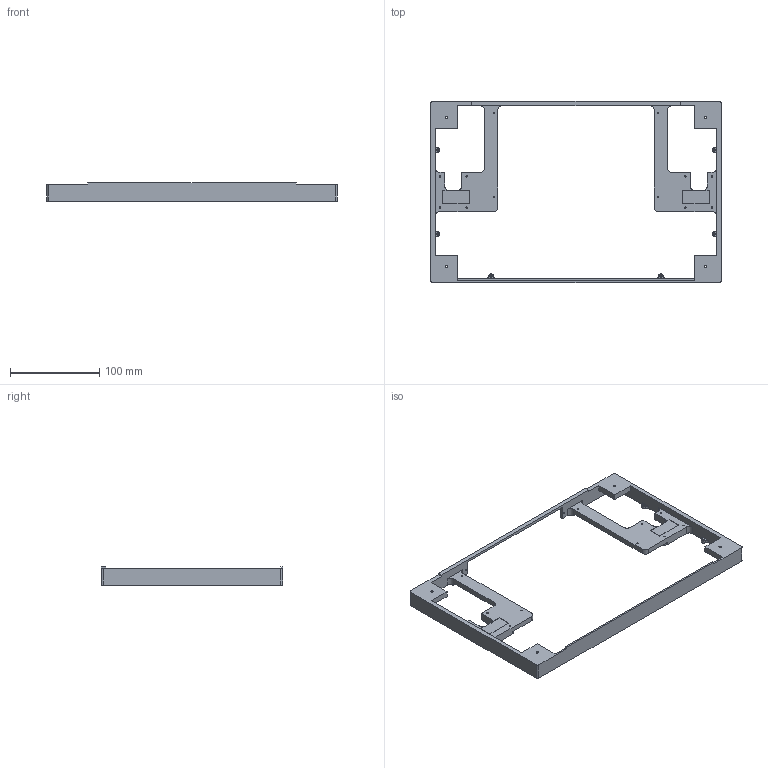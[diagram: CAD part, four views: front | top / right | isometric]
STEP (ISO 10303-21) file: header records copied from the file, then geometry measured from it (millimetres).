
FILE_DESCRIPTION( ( '' ), ' ' );
FILE_NAME( '5e2f08869602d213c1e148fc.step', '2020-01-27T15:57:59', ( '' ), ( '' ), ' ', ' ', ' ' );
FILE_SCHEMA( ( 'AUTOMOTIVE_DESIGN { 1 0 10303 214 1 1 1 1 }' ) );
Length unit declared in the file: metre
Products named in the file (1): Partie fixe
Bounding box: 324.57 x 202.97 x 20.47 mm (x, y, z)
Volume: 141000.8 mm3; surface area: 71699.4 mm2
Topology: 1 solids, 1 shells, 184 faces, 570 edges, 384 vertices
Faces by surface type: plane 100, cylinder 80, cone 4
Full cylindrical faces by diameter (mm): 1.6 x14, 2.5 x12
Entity records: 7682 total; most frequent: CARTESIAN_POINT 1073, DIRECTION 1060, ORIENTED_EDGE 1044, EDGE_CURVE 522, VERTEX_POINT 366, LINE 354, VECTOR 354, AXIS2_PLACEMENT_3D 353
